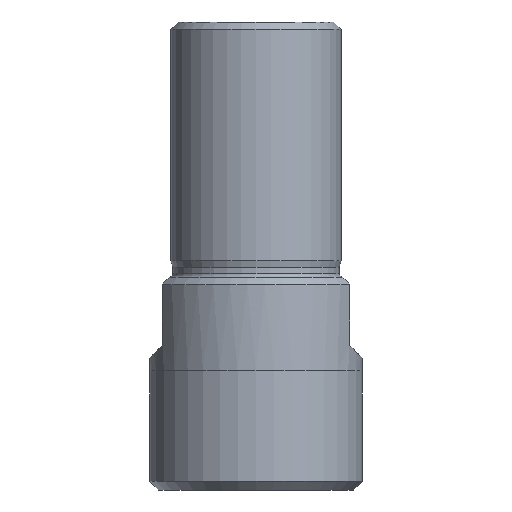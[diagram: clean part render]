
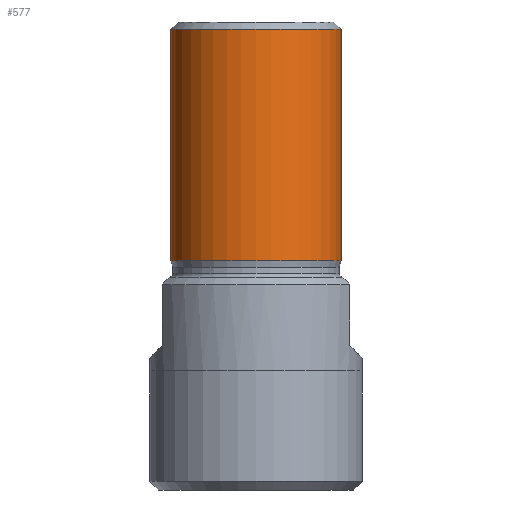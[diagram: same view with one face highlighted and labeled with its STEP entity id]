
A CAD part, front view. The second image highlights one B-rep face of the part: STEP entity #577.
In plain terms, the highlighted cylindrical face has radius 10 mm (diameter 20 mm), a full revolution.
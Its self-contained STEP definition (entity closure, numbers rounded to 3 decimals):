
#70=CYLINDRICAL_SURFACE('',#629,10.);
#108=ORIENTED_EDGE('',*,*,#191,.T.);
#109=ORIENTED_EDGE('',*,*,#190,.T.);
#190=EDGE_CURVE('',#233,#233,#260,.T.);
#191=EDGE_CURVE('',#234,#234,#261,.T.);
#233=VERTEX_POINT('',#835);
#234=VERTEX_POINT('',#838);
#260=CIRCLE('',#628,10.);
#261=CIRCLE('',#630,10.);
#287=EDGE_LOOP('',(#108));
#288=EDGE_LOOP('',(#109));
#333=FACE_BOUND('',#287,.T.);
#334=FACE_BOUND('',#288,.T.);
#577=ADVANCED_FACE('',(#333,#334),#70,.T.);
#628=AXIS2_PLACEMENT_3D('',#834,#720,#721);
#629=AXIS2_PLACEMENT_3D('',#836,#722,#723);
#630=AXIS2_PLACEMENT_3D('',#837,#724,#725);
#720=DIRECTION('',(0.,0.,1.));
#721=DIRECTION('',(1.,0.,0.));
#722=DIRECTION('',(0.,0.,1.));
#723=DIRECTION('',(1.,0.,0.));
#724=DIRECTION('',(0.,0.,-1.));
#725=DIRECTION('',(-1.,0.,0.));
#834=CARTESIAN_POINT('',(0.,0.,38.44));
#835=CARTESIAN_POINT('',(10.,0.,38.44));
#836=CARTESIAN_POINT('',(0.,0.,60.));
#837=CARTESIAN_POINT('',(0.,0.,65.65));
#838=CARTESIAN_POINT('',(-10.,0.,65.65));
